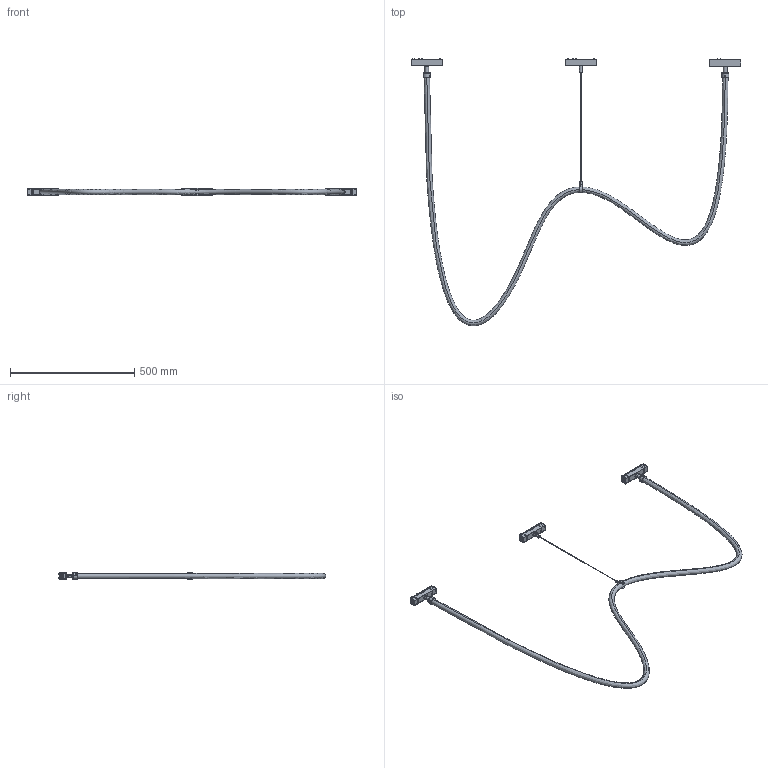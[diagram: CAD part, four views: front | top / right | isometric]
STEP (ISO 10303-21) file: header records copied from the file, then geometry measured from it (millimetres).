
FILE_DESCRIPTION (( 'STEP AP203' ), '1' );
FILE_NAME ('S-SU-26-42W-P3-3M-360.STEP', '2023-05-10T09:12:50', ( 'ylmfeng' ), ( 'ylmfeng.com' ), 'SwSTEP 2.0', 'SolidWorks 2018', '' );
FILE_SCHEMA (( 'CONFIG_CONTROL_DESIGN' ));
Length unit declared in the file: millimetre
Products named in the file (15): R25-縐諶; M10X11.8埴芛祅晚挴奪; 耳13.5X耳10X0.3 疏檢貌侗; ET26-棠柲寢耋芛; ㄗ18.4ㄘ耳16X耳10.2X1.1mm滅唅縐え; 裂盄翐-2; 207-蟀諉翐; LED-寡蝶奪; et26-棠柲寢耋芛; S-SU-26-42W-P3-3M-360; 20X16X3.0mm棠沺; ｳﾁﾍｷﾊｮﾗﾖﾗﾔｹ･ﾂﾝﾋｿ M2.5X5; 扥坫璃; 207-A1-棠柲嘐隅翐; 詩佪汋
Assembly tree (22 placements, depth 3):
  S-SU-26-42W-P3-3M-360
    ET26-棠柲寢耋芛  x3
      et26-棠柲寢耋芛
      20X16X3.0mm棠沺
      M10X11.8埴芛祅晚挴奪
      ㄗ18.4ㄘ耳16X耳10.2X1.1mm滅唅縐え
      耳13.5X耳10X0.3 疏檢貌侗
    207-A1-棠柲嘐隅翐  x2
    LED-寡蝶奪
    ｳﾁﾍｷﾊｮﾗﾖﾗﾔｹ･ﾂﾝﾋｿ M2.5X5  x6
    裂盄翐-2
    207-蟀諉翐
    扥坫璃
    詩佪汋
    R25-縐諶
Bounding box: 1325 x 1075 x 29 mm (x, y, z)
Volume: 1164667.2 mm3; surface area: 347728.4 mm2
Topology: 27 solids, 63 shells, 3139 faces, 8614 edges, 5659 vertices
Faces by surface type: plane 1799, cylinder 860, cone 232, bspline 212, torus 34, sphere 2
Entity records: 49266 total; most frequent: CARTESIAN_POINT 19963, ORIENTED_EDGE 5922, DIRECTION 5440, EDGE_CURVE 2967, VERTEX_POINT 1959, LINE 1876, VECTOR 1876, AXIS2_PLACEMENT_3D 1782
